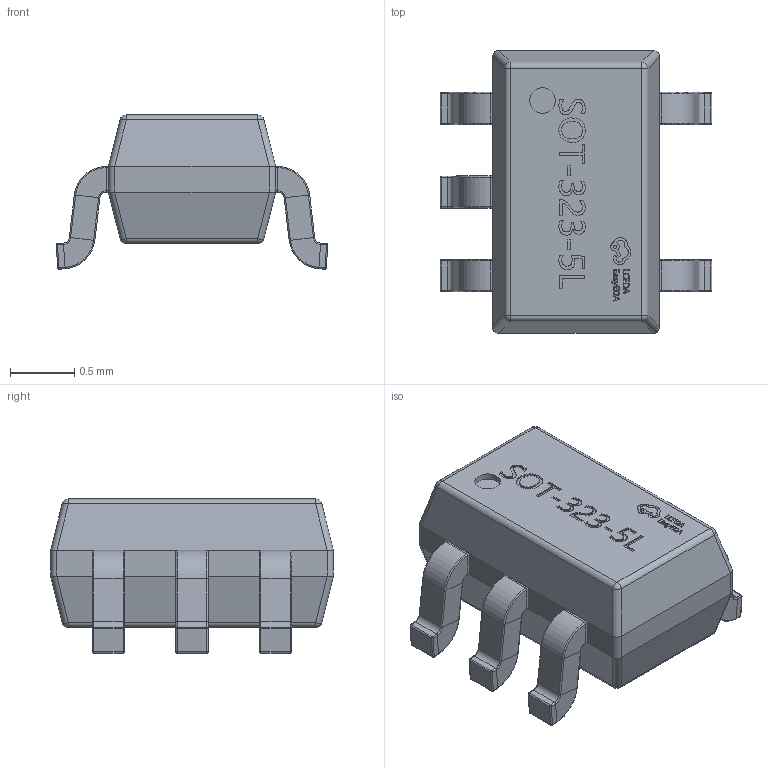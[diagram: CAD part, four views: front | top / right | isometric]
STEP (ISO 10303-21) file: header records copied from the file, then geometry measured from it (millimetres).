
FILE_DESCRIPTION (( 'STEP AP214' ), '1' );
FILE_NAME ('SOT-323-5L_L2.0-W1.3-H1.1-LS2.2-P0.65.step', '2022-07-26T11:10:35', ( '' ), ( '' ), 'SwSTEP 2.0', 'SolidWorks 2020', '' );
FILE_SCHEMA (( 'AUTOMOTIVE_DESIGN' ));
Length unit declared in the file: millimetre
Products named in the file (1): SOT-323-5L_L2.0-W1.3-H1.1-LS2.2-P0.65
Bounding box: 2.11 x 2.2 x 1.2 mm (x, y, z)
Volume: 2.8 mm3; surface area: 15.4 mm2
Topology: 19 solids, 19 shells, 708 faces, 1724 edges, 1063 vertices
Faces by surface type: plane 342, bspline 171, cylinder 122, torus 40, sphere 33
Entity records: 32748 total; most frequent: CARTESIAN_POINT 9389, ORIENTED_EDGE 3408, DIRECTION 2688, EDGE_CURVE 1704, VECTOR 1056, LINE 1056, VERTEX_POINT 1053, AXIS2_PLACEMENT_3D 816
